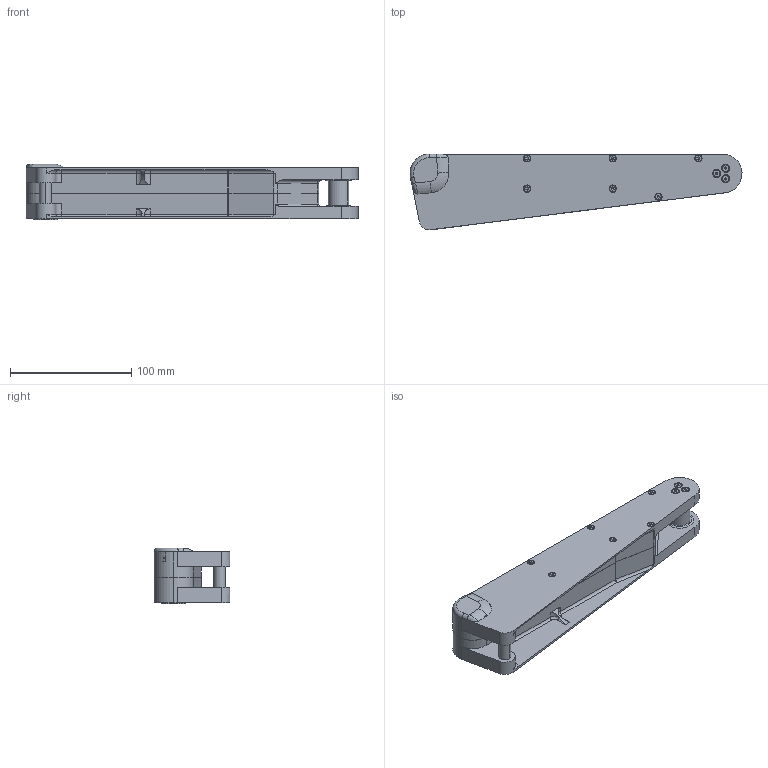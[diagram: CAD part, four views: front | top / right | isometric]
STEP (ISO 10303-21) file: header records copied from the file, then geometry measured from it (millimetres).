
FILE_DESCRIPTION (( 'STEP AP214' ), '1' );
FILE_NAME ('Femur.STEP', '2025-01-31T09:51:37', ( '' ), ( '' ), 'SwSTEP 2.0', 'SolidWorks 2024', '' );
FILE_SCHEMA (( 'AUTOMOTIVE_DESIGN' ));
Length unit declared in the file: millimetre
Products named in the file (8): Femur; knee_shaft; 10bw_cylinder_base_pin; femur_inner_(left); ISO 10642 - M3 x 12 - 12N_ISO 10642 - M3 x 12 - 12N; femur_outer_(left)_Default<As Machined>; ISO 4762 M3 x 30 - 18N_ISO 4762 M3 x 30 - 18N; hip_cover_left
Assembly tree (20 placements, depth 2):
  Femur
    femur_outer_(left)_Default<As Machined>
    femur_inner_(left)
    10bw_cylinder_base_pin
    knee_shaft
    ISO 4762 M3 x 30 - 18N_ISO 4762 M3 x 30 - 18N  x12
    ISO 10642 - M3 x 12 - 12N_ISO 10642 - M3 x 12 - 12N  x3
    hip_cover_left
Bounding box: 273.97 x 62.5 x 45.9 mm (x, y, z)
Volume: 140306.8 mm3; surface area: 110992.3 mm2
Topology: 20 solids, 20 shells, 847 faces, 1925 edges, 1149 vertices
Faces by surface type: plane 311, cylinder 306, torus 126, cone 102, bspline 2
Entity records: 15013 total; most frequent: DIRECTION 2843, CARTESIAN_POINT 2669, ORIENTED_EDGE 2318, AXIS2_PLACEMENT_3D 1191, EDGE_CURVE 1159, VERTEX_POINT 724, CIRCLE 672, EDGE_LOOP 603
